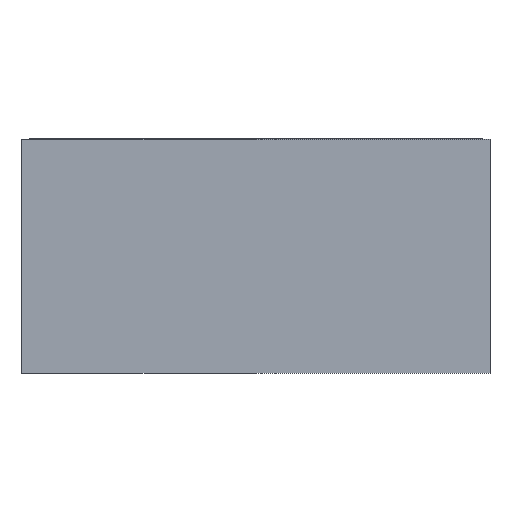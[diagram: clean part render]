
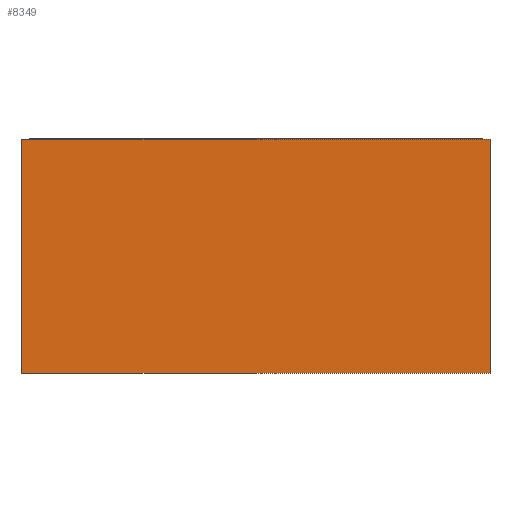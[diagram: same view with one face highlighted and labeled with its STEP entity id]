
A CAD part, front view. The second image highlights one B-rep face of the part: STEP entity #8349.
In plain terms, the highlighted planar face has unit normal (0, -1, 0).
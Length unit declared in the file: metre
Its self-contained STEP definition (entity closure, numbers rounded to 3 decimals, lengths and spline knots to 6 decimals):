
#797=ORIENTED_EDGE('',*,*,#3333,.T.);
#798=ORIENTED_EDGE('',*,*,#3343,.F.);
#799=ORIENTED_EDGE('',*,*,#3344,.F.);
#800=ORIENTED_EDGE('',*,*,#3334,.T.);
#3333=EDGE_CURVE('',#4607,#4609,#5463,.T.);
#3334=EDGE_CURVE('',#4610,#4607,#5464,.T.);
#3343=EDGE_CURVE('',#4616,#4609,#5470,.T.);
#3344=EDGE_CURVE('',#4610,#4616,#5471,.T.);
#4607=VERTEX_POINT('',#10587);
#4609=VERTEX_POINT('',#10591);
#4610=VERTEX_POINT('',#10595);
#4616=VERTEX_POINT('',#10611);
#5463=LINE('',#10592,#6257);
#5464=LINE('',#10594,#6258);
#5470=LINE('',#10612,#6264);
#5471=LINE('',#10614,#6265);
#6257=VECTOR('',#9278,1.);
#6258=VECTOR('',#9281,1.);
#6264=VECTOR('',#9297,1.);
#6265=VECTOR('',#9300,1.);
#7052=EDGE_LOOP('',(#797,#798,#799,#800));
#7584=FACE_BOUND('',#7052,.T.);
#8112=PLANE('',#9018);
#8349=ADVANCED_FACE('',(#7584),#8112,.F.);
#9018=AXIS2_PLACEMENT_3D('',#10613,#9298,#9299);
#9278=DIRECTION('',(-1.,0.,0.));
#9281=DIRECTION('',(0.,0.,1.));
#9297=DIRECTION('',(0.,0.,1.));
#9298=DIRECTION('',(0.,1.,0.));
#9299=DIRECTION('',(0.,0.,1.));
#9300=DIRECTION('',(-1.,0.,0.));
#10587=CARTESIAN_POINT('',(0.0127,-0.009525,0.));
#10591=CARTESIAN_POINT('',(-0.0127,-0.009525,0.));
#10592=CARTESIAN_POINT('',(0.,-0.009525,0.));
#10594=CARTESIAN_POINT('',(0.0127,-0.009525,-0.0127));
#10595=CARTESIAN_POINT('',(0.0127,-0.009525,-0.0127));
#10611=CARTESIAN_POINT('',(-0.0127,-0.009525,-0.0127));
#10612=CARTESIAN_POINT('',(-0.0127,-0.009525,-0.0127));
#10613=CARTESIAN_POINT('',(0.,-0.009525,-0.0127));
#10614=CARTESIAN_POINT('',(0.,-0.009525,-0.0127));
